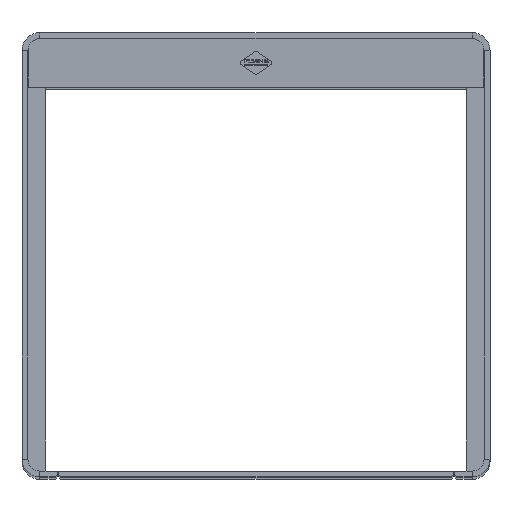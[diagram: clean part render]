
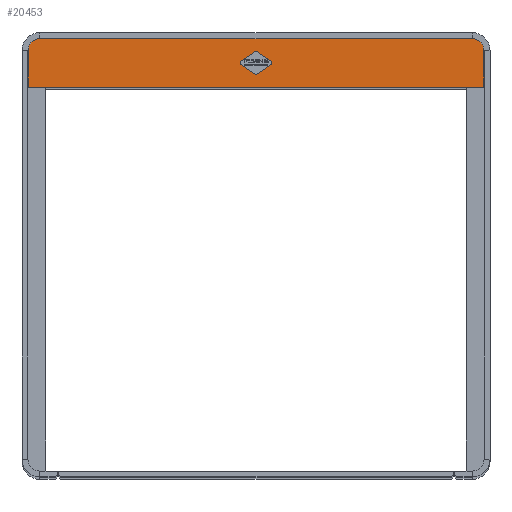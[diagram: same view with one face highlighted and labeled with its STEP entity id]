
A CAD part, top view. The second image highlights one B-rep face of the part: STEP entity #20453.
In plain terms, the highlighted planar face has unit normal (0, 0, 1).
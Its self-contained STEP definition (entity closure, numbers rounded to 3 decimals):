
#15 = CARTESIAN_POINT ( 'NONE',  ( 384.5, -41., 0. ) ) ;
#946 = LINE ( 'NONE', #19169, #5757 ) ;
#1092 = CARTESIAN_POINT ( 'NONE',  ( 364.5, 21., 0. ) ) ;
#1495 = VERTEX_POINT ( 'NONE', #5905 ) ;
#1535 = LINE ( 'NONE', #14526, #4336 ) ;
#2118 = FACE_OUTER_BOUND ( 'NONE', #5878, .T. ) ;
#2301 = ORIENTED_EDGE ( 'NONE', *, *, #5868, .T. ) ;
#2872 = LINE ( 'NONE', #13676, #23715 ) ;
#3171 = CARTESIAN_POINT ( 'NONE',  ( -384.5, -41., 0. ) ) ;
#3605 = CARTESIAN_POINT ( 'NONE',  ( -364.5, 21., 0. ) ) ;
#3680 = EDGE_CURVE ( 'NONE', #5705, #19739, #11992, .T. ) ;
#3956 = DIRECTION ( 'NONE',  ( 0., 0., -1. ) ) ;
#4336 = VECTOR ( 'NONE', #20120, 1000. ) ;
#5098 = VERTEX_POINT ( 'NONE', #12467 ) ;
#5705 = VERTEX_POINT ( 'NONE', #15 ) ;
#5757 = VECTOR ( 'NONE', #21351, 1000. ) ;
#5868 = EDGE_CURVE ( 'NONE', #10719, #5705, #946, .T. ) ;
#5878 = EDGE_LOOP ( 'NONE', ( #6792, #2301, #10859, #23134, #8189, #22142 ) ) ;
#5905 = CARTESIAN_POINT ( 'NONE',  ( 364.5, 41., 0. ) ) ;
#6263 = CIRCLE ( 'NONE', #8183, 20. ) ;
#6792 = ORIENTED_EDGE ( 'NONE', *, *, #23054, .T. ) ;
#7222 = DIRECTION ( 'NONE',  ( -1., 0., 0. ) ) ;
#8183 = AXIS2_PLACEMENT_3D ( 'NONE', #1092, #23181, #15546 ) ;
#8189 = ORIENTED_EDGE ( 'NONE', *, *, #22983, .T. ) ;
#10719 = VERTEX_POINT ( 'NONE', #3171 ) ;
#10859 = ORIENTED_EDGE ( 'NONE', *, *, #3680, .T. ) ;
#11188 = AXIS2_PLACEMENT_3D ( 'NONE', #14149, #21442, #11847 ) ;
#11334 = CARTESIAN_POINT ( 'NONE',  ( -364.5, 41., 0. ) ) ;
#11847 = DIRECTION ( 'NONE',  ( -1., 0., 0. ) ) ;
#11992 = LINE ( 'NONE', #22931, #23324 ) ;
#12467 = CARTESIAN_POINT ( 'NONE',  ( -384.5, 21., 0. ) ) ;
#13676 = CARTESIAN_POINT ( 'NONE',  ( -364.5, 41., 0. ) ) ;
#13705 = DIRECTION ( 'NONE',  ( 0., 1., 0. ) ) ;
#14149 = CARTESIAN_POINT ( 'NONE',  ( -364.5, 21., 0. ) ) ;
#14526 = CARTESIAN_POINT ( 'NONE',  ( -384.5, -41., 0. ) ) ;
#14865 = PLANE ( 'NONE',  #23389 ) ;
#15546 = DIRECTION ( 'NONE',  ( -1., 0., 0. ) ) ;
#15824 = EDGE_CURVE ( 'NONE', #20455, #5098, #21668, .T. ) ;
#18030 = EDGE_CURVE ( 'NONE', #19739, #1495, #6263, .T. ) ;
#19169 = CARTESIAN_POINT ( 'NONE',  ( -384.5, -41., 0. ) ) ;
#19739 = VERTEX_POINT ( 'NONE', #22482 ) ;
#20120 = DIRECTION ( 'NONE',  ( 0., -1., 0. ) ) ;
#20453 = ADVANCED_FACE ( 'NONE', ( #2118 ), #14865, .F. ) ;
#20455 = VERTEX_POINT ( 'NONE', #11334 ) ;
#21351 = DIRECTION ( 'NONE',  ( 1., 0., 0. ) ) ;
#21442 = DIRECTION ( 'NONE',  ( 0., 0., 1. ) ) ;
#21668 = CIRCLE ( 'NONE', #11188, 20. ) ;
#22142 = ORIENTED_EDGE ( 'NONE', *, *, #15824, .T. ) ;
#22482 = CARTESIAN_POINT ( 'NONE',  ( 384.5, 21., 0. ) ) ;
#22931 = CARTESIAN_POINT ( 'NONE',  ( 384.5, -41., 0. ) ) ;
#22983 = EDGE_CURVE ( 'NONE', #1495, #20455, #2872, .T. ) ;
#23009 = DIRECTION ( 'NONE',  ( -1., 0., 0. ) ) ;
#23054 = EDGE_CURVE ( 'NONE', #5098, #10719, #1535, .T. ) ;
#23134 = ORIENTED_EDGE ( 'NONE', *, *, #18030, .T. ) ;
#23181 = DIRECTION ( 'NONE',  ( 0., 0., 1. ) ) ;
#23324 = VECTOR ( 'NONE', #13705, 1000. ) ;
#23389 = AXIS2_PLACEMENT_3D ( 'NONE', #3605, #3956, #7222 ) ;
#23715 = VECTOR ( 'NONE', #23009, 1000. ) ;
